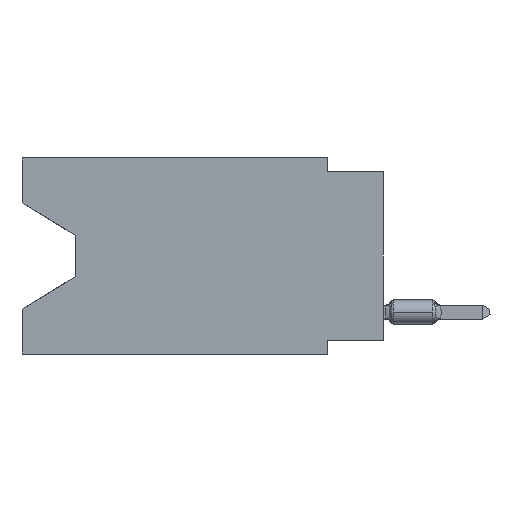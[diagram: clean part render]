
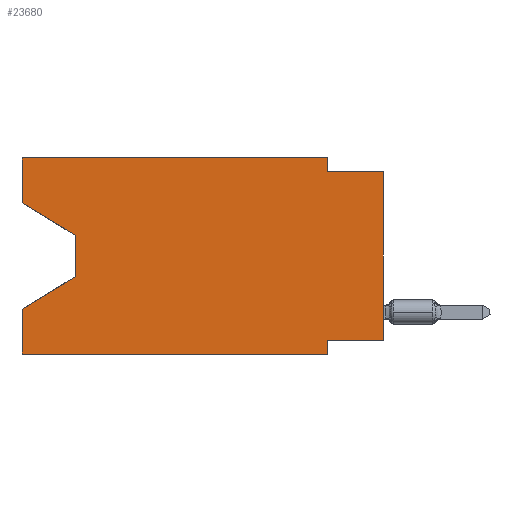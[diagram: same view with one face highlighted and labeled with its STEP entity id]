
A CAD part, left-side view. The second image highlights one B-rep face of the part: STEP entity #23680.
In plain terms, the highlighted planar face has unit normal (-1, 0, 0).
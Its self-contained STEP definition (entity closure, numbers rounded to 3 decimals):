
#2083 = ORIENTED_EDGE ( 'NONE', *, *, #44071, .F. ) ;
#2493 = FACE_OUTER_BOUND ( 'NONE', #37082, .T. ) ;
#3900 = VECTOR ( 'NONE', #5758, 1000. ) ;
#5758 = DIRECTION ( 'NONE',  ( 0., -1., 0. ) ) ;
#6042 = LINE ( 'NONE', #39509, #3900 ) ;
#7223 = VERTEX_POINT ( 'NONE', #11851 ) ;
#7502 = ORIENTED_EDGE ( 'NONE', *, *, #23256, .F. ) ;
#7765 = CARTESIAN_POINT ( 'NONE',  ( 0., 2.54, -8.89 ) ) ;
#8407 = LINE ( 'NONE', #12260, #15974 ) ;
#8486 = VERTEX_POINT ( 'NONE', #7765 ) ;
#8498 = VECTOR ( 'NONE', #50144, 1000. ) ;
#8975 = VERTEX_POINT ( 'NONE', #17293 ) ;
#9317 = DIRECTION ( 'NONE',  ( 0., -0.855, -0.519 ) ) ;
#11851 = CARTESIAN_POINT ( 'NONE',  ( 0., 16.383, -2.038 ) ) ;
#12260 = CARTESIAN_POINT ( 'NONE',  ( 0., 16.383, 0. ) ) ;
#12758 = CARTESIAN_POINT ( 'NONE',  ( 0., 0., 0. ) ) ;
#13083 = VERTEX_POINT ( 'NONE', #48065 ) ;
#13245 = ORIENTED_EDGE ( 'NONE', *, *, #42155, .T. ) ;
#13781 = VERTEX_POINT ( 'NONE', #38349 ) ;
#14351 = ORIENTED_EDGE ( 'NONE', *, *, #16755, .T. ) ;
#14849 = CARTESIAN_POINT ( 'NONE',  ( 0., 16.383, 0. ) ) ;
#15762 = EDGE_CURVE ( 'NONE', #16254, #8486, #26531, .T. ) ;
#15974 = VECTOR ( 'NONE', #50667, 1000. ) ;
#16117 = CARTESIAN_POINT ( 'NONE',  ( 0., 16.383, 0. ) ) ;
#16254 = VERTEX_POINT ( 'NONE', #22357 ) ;
#16755 = EDGE_CURVE ( 'NONE', #50168, #18219, #28950, .T. ) ;
#17134 = ORIENTED_EDGE ( 'NONE', *, *, #15762, .F. ) ;
#17192 = VECTOR ( 'NONE', #9317, 1000. ) ;
#17293 = CARTESIAN_POINT ( 'NONE',  ( 0., 16.383, 0. ) ) ;
#17597 = VERTEX_POINT ( 'NONE', #49140 ) ;
#18219 = VERTEX_POINT ( 'NONE', #28781 ) ;
#18271 = DIRECTION ( 'NONE',  ( 0., 0.855, -0.519 ) ) ;
#18458 = CARTESIAN_POINT ( 'NONE',  ( 0., 2.54, -0.635 ) ) ;
#19229 = DIRECTION ( 'NONE',  ( 1., 0., 0. ) ) ;
#19799 = VECTOR ( 'NONE', #37043, 1000. ) ;
#20332 = VECTOR ( 'NONE', #18271, 1000. ) ;
#20768 = DIRECTION ( 'NONE',  ( 0., 1., 0. ) ) ;
#20809 = LINE ( 'NONE', #39110, #20332 ) ;
#21948 = VECTOR ( 'NONE', #25388, 1000. ) ;
#22357 = CARTESIAN_POINT ( 'NONE',  ( 0., 2.54, -8.255 ) ) ;
#23075 = DIRECTION ( 'NONE',  ( 0., 0., -1. ) ) ;
#23256 = EDGE_CURVE ( 'NONE', #8975, #13083, #23935, .T. ) ;
#23680 = ADVANCED_FACE ( 'NONE', ( #2493 ), #24139, .F. ) ;
#23935 = LINE ( 'NONE', #53551, #37684 ) ;
#24139 = PLANE ( 'NONE',  #39527 ) ;
#24443 = CARTESIAN_POINT ( 'NONE',  ( 0., 13.97, -3.505 ) ) ;
#24758 = EDGE_CURVE ( 'NONE', #52344, #13781, #8407, .T. ) ;
#25215 = VECTOR ( 'NONE', #51094, 1000. ) ;
#25388 = DIRECTION ( 'NONE',  ( 0., 0., 1. ) ) ;
#26054 = CARTESIAN_POINT ( 'NONE',  ( 0., 16.383, -2.038 ) ) ;
#26531 = LINE ( 'NONE', #52017, #28157 ) ;
#28157 = VECTOR ( 'NONE', #38880, 1000. ) ;
#28433 = CARTESIAN_POINT ( 'NONE',  ( 0., 0., -8.255 ) ) ;
#28496 = VECTOR ( 'NONE', #20768, 1000. ) ;
#28781 = CARTESIAN_POINT ( 'NONE',  ( 0., 0., -0.635 ) ) ;
#28950 = LINE ( 'NONE', #12758, #21948 ) ;
#29898 = LINE ( 'NONE', #26054, #17192 ) ;
#30422 = EDGE_CURVE ( 'NONE', #50168, #16254, #45732, .T. ) ;
#32258 = LINE ( 'NONE', #48990, #32781 ) ;
#32781 = VECTOR ( 'NONE', #40746, 1000. ) ;
#34195 = ORIENTED_EDGE ( 'NONE', *, *, #40484, .T. ) ;
#36282 = DIRECTION ( 'NONE',  ( 0., -1., 0. ) ) ;
#36445 = ORIENTED_EDGE ( 'NONE', *, *, #36645, .T. ) ;
#36645 = EDGE_CURVE ( 'NONE', #51671, #13781, #20809, .T. ) ;
#37043 = DIRECTION ( 'NONE',  ( 0., 0., -1. ) ) ;
#37082 = EDGE_LOOP ( 'NONE', ( #13245, #34195, #36445, #40641, #44961, #17134, #44824, #14351, #39349, #2083, #7502, #37720 ) ) ;
#37684 = VECTOR ( 'NONE', #36282, 1000. ) ;
#37720 = ORIENTED_EDGE ( 'NONE', *, *, #50410, .F. ) ;
#37799 = LINE ( 'NONE', #16117, #8498 ) ;
#38349 = CARTESIAN_POINT ( 'NONE',  ( 0., 16.383, -6.852 ) ) ;
#38880 = DIRECTION ( 'NONE',  ( 0., 0., -1. ) ) ;
#39110 = CARTESIAN_POINT ( 'NONE',  ( 0., 13.97, -5.385 ) ) ;
#39349 = ORIENTED_EDGE ( 'NONE', *, *, #47173, .F. ) ;
#39509 = CARTESIAN_POINT ( 'NONE',  ( 0., 16.383, -8.89 ) ) ;
#39527 = AXIS2_PLACEMENT_3D ( 'NONE', #14849, #19229, #23075 ) ;
#40484 = EDGE_CURVE ( 'NONE', #17597, #51671, #53759, .T. ) ;
#40641 = ORIENTED_EDGE ( 'NONE', *, *, #24758, .F. ) ;
#40746 = DIRECTION ( 'NONE',  ( 0., -1., 0. ) ) ;
#41624 = VERTEX_POINT ( 'NONE', #18458 ) ;
#42075 = CARTESIAN_POINT ( 'NONE',  ( 0., 2.54, 0. ) ) ;
#42155 = EDGE_CURVE ( 'NONE', #7223, #17597, #29898, .T. ) ;
#42605 = LINE ( 'NONE', #42075, #25215 ) ;
#43530 = CARTESIAN_POINT ( 'NONE',  ( 0., 13.97, -5.385 ) ) ;
#44071 = EDGE_CURVE ( 'NONE', #13083, #41624, #42605, .T. ) ;
#44824 = ORIENTED_EDGE ( 'NONE', *, *, #30422, .F. ) ;
#44961 = ORIENTED_EDGE ( 'NONE', *, *, #45845, .T. ) ;
#45732 = LINE ( 'NONE', #28433, #28496 ) ;
#45845 = EDGE_CURVE ( 'NONE', #52344, #8486, #6042, .T. ) ;
#47173 = EDGE_CURVE ( 'NONE', #41624, #18219, #32258, .T. ) ;
#47190 = CARTESIAN_POINT ( 'NONE',  ( 0., 0., -8.255 ) ) ;
#48065 = CARTESIAN_POINT ( 'NONE',  ( 0., 2.54, 0. ) ) ;
#48990 = CARTESIAN_POINT ( 'NONE',  ( 0., 0., -0.635 ) ) ;
#49140 = CARTESIAN_POINT ( 'NONE',  ( 0., 13.97, -3.505 ) ) ;
#50144 = DIRECTION ( 'NONE',  ( 0., 0., 1. ) ) ;
#50168 = VERTEX_POINT ( 'NONE', #47190 ) ;
#50410 = EDGE_CURVE ( 'NONE', #7223, #8975, #37799, .T. ) ;
#50667 = DIRECTION ( 'NONE',  ( 0., 0., 1. ) ) ;
#51094 = DIRECTION ( 'NONE',  ( 0., 0., -1. ) ) ;
#51541 = CARTESIAN_POINT ( 'NONE',  ( 0., 16.383, -8.89 ) ) ;
#51671 = VERTEX_POINT ( 'NONE', #43530 ) ;
#52017 = CARTESIAN_POINT ( 'NONE',  ( 0., 2.54, -8.89 ) ) ;
#52344 = VERTEX_POINT ( 'NONE', #51541 ) ;
#53551 = CARTESIAN_POINT ( 'NONE',  ( 0., 16.383, 0. ) ) ;
#53759 = LINE ( 'NONE', #24443, #19799 ) ;
